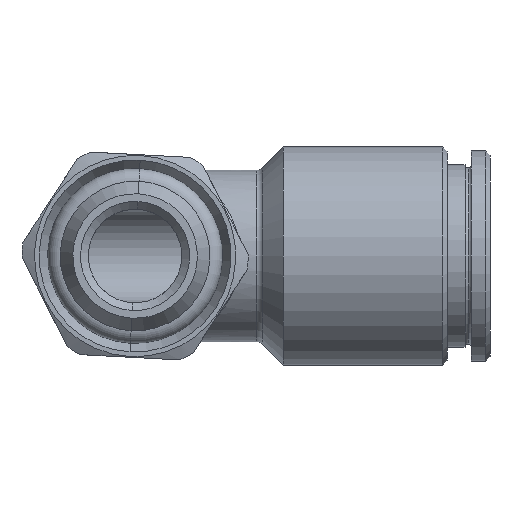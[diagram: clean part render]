
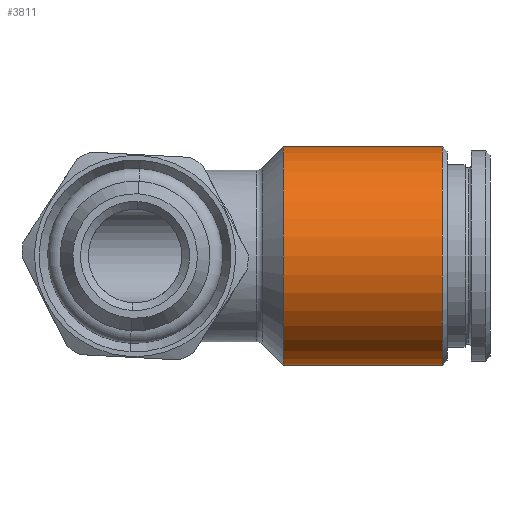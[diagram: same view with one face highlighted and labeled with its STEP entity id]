
A CAD part, front view. The second image highlights one B-rep face of the part: STEP entity #3811.
In plain terms, the highlighted cylindrical face has radius 7 mm (diameter 14 mm), a partial arc.
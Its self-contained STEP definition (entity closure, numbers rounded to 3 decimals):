
#36 = DIRECTION ( 'NONE',  ( -1., 0., 0. ) ) ;
#37 = VECTOR ( 'NONE', #36, 1000. ) ;
#38 = CARTESIAN_POINT ( 'NONE',  ( 0., 0., -7. ) ) ;
#39 = LINE ( 'NONE', #38, #37 ) ;
#53 = CARTESIAN_POINT ( 'NONE',  ( 19.7, 0., 7. ) ) ;
#90 = CARTESIAN_POINT ( 'NONE',  ( 9.5, 0., -7. ) ) ;
#91 = CARTESIAN_POINT ( 'NONE',  ( 9.5, 0., 7. ) ) ;
#113 = CARTESIAN_POINT ( 'NONE',  ( 19.7, 0., -7. ) ) ;
#129 = DIRECTION ( 'NONE',  ( -1., 0., 0. ) ) ;
#130 = VECTOR ( 'NONE', #129, 1000. ) ;
#131 = CARTESIAN_POINT ( 'NONE',  ( 0., 0., 7. ) ) ;
#132 = LINE ( 'NONE', #131, #130 ) ;
#1954 = DIRECTION ( 'NONE',  ( 0., 0., 1. ) ) ;
#1966 = CYLINDRICAL_SURFACE ( 'NONE', #2006, 7. ) ;
#1967 = DIRECTION ( 'NONE',  ( -1., 0., 0. ) ) ;
#1968 = FACE_OUTER_BOUND ( 'NONE', #3835, .T. ) ;
#1969 = CARTESIAN_POINT ( 'NONE',  ( 0., 0., 0. ) ) ;
#2002 = CIRCLE ( 'NONE', #2010, 7. ) ;
#2006 = AXIS2_PLACEMENT_3D ( 'NONE', #1969, #1967, #1954 ) ;
#2007 = DIRECTION ( 'NONE',  ( 0., 0., 1. ) ) ;
#2008 = DIRECTION ( 'NONE',  ( -1., 0., 0. ) ) ;
#2009 = CARTESIAN_POINT ( 'NONE',  ( 19.7, 0., 0. ) ) ;
#2010 = AXIS2_PLACEMENT_3D ( 'NONE', #2009, #2008, #2007 ) ;
#2471 = CARTESIAN_POINT ( 'NONE',  ( 9.5, 0., 0. ) ) ;
#2473 = CIRCLE ( 'NONE', #2483, 7. ) ;
#2480 = DIRECTION ( 'NONE',  ( 1., 0., 0. ) ) ;
#2483 = AXIS2_PLACEMENT_3D ( 'NONE', #2471, #2480, #2486 ) ;
#2486 = DIRECTION ( 'NONE',  ( 0., 0., -1. ) ) ;
#3447 = EDGE_CURVE ( 'NONE', #3974, #3978, #2473, .T. ) ;
#3807 = ORIENTED_EDGE ( 'NONE', *, *, #3812, .T. ) ;
#3808 = ORIENTED_EDGE ( 'NONE', *, *, #3944, .T. ) ;
#3809 = ORIENTED_EDGE ( 'NONE', *, *, #3447, .T. ) ;
#3811 = ADVANCED_FACE ( 'NONE', ( #1968 ), #1966, .T. ) ;
#3812 = EDGE_CURVE ( 'NONE', #3954, #3946, #2002, .T. ) ;
#3827 = ORIENTED_EDGE ( 'NONE', *, *, #3985, .F. ) ;
#3835 = EDGE_LOOP ( 'NONE', ( #3827, #3807, #3808, #3809 ) ) ;
#3944 = EDGE_CURVE ( 'NONE', #3946, #3974, #132, .T. ) ;
#3946 = VERTEX_POINT ( 'NONE', #53 ) ;
#3954 = VERTEX_POINT ( 'NONE', #113 ) ;
#3974 = VERTEX_POINT ( 'NONE', #91 ) ;
#3978 = VERTEX_POINT ( 'NONE', #90 ) ;
#3985 = EDGE_CURVE ( 'NONE', #3954, #3978, #39, .T. ) ;
